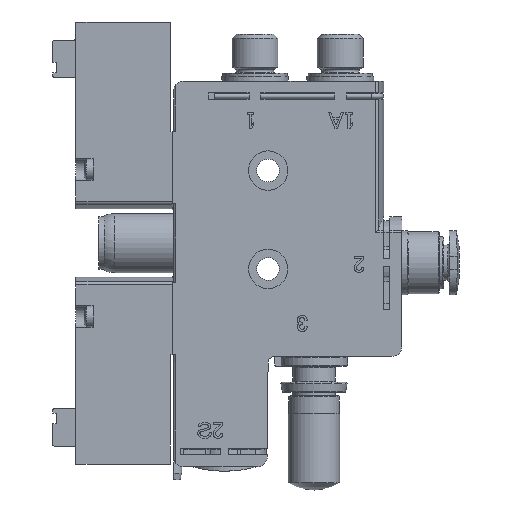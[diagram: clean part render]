
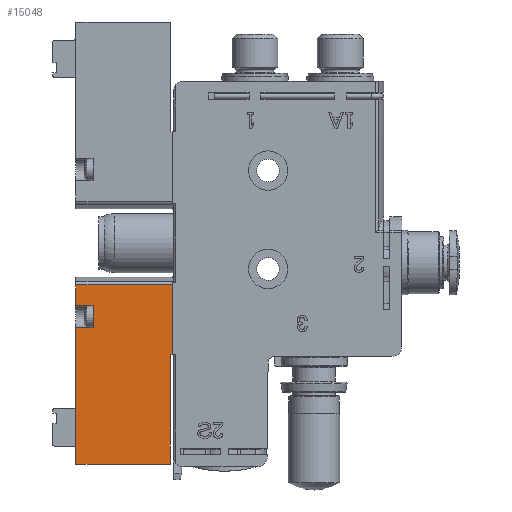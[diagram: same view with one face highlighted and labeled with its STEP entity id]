
A CAD part, left-side view. The second image highlights one B-rep face of the part: STEP entity #15048.
In plain terms, the highlighted face is planar.
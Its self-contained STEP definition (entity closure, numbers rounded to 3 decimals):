
#3093=ORIENTED_EDGE('',*,*,#4989,.F.);
#3094=ORIENTED_EDGE('',*,*,#4990,.T.);
#3095=ORIENTED_EDGE('',*,*,#4991,.F.);
#3096=ORIENTED_EDGE('',*,*,#4992,.F.);
#3097=ORIENTED_EDGE('',*,*,#4993,.F.);
#3098=ORIENTED_EDGE('',*,*,#4994,.F.);
#3099=ORIENTED_EDGE('',*,*,#4995,.F.);
#3100=ORIENTED_EDGE('',*,*,#4996,.F.);
#3101=ORIENTED_EDGE('',*,*,#4997,.T.);
#3102=ORIENTED_EDGE('',*,*,#4998,.F.);
#4989=EDGE_CURVE('',#6168,#6169,#7177,.T.);
#4990=EDGE_CURVE('',#6168,#6170,#7178,.T.);
#4991=EDGE_CURVE('',#6171,#6170,#7179,.T.);
#4992=EDGE_CURVE('',#6172,#6171,#7180,.T.);
#4993=EDGE_CURVE('',#6173,#6172,#7181,.T.);
#4994=EDGE_CURVE('',#6174,#6173,#7182,.T.);
#4995=EDGE_CURVE('',#6175,#6174,#7183,.T.);
#4996=EDGE_CURVE('',#6176,#6175,#7184,.T.);
#4997=EDGE_CURVE('',#6176,#6177,#7185,.T.);
#4998=EDGE_CURVE('',#6169,#6177,#7186,.T.);
#6168=VERTEX_POINT('',#22195);
#6169=VERTEX_POINT('',#22196);
#6170=VERTEX_POINT('',#22198);
#6171=VERTEX_POINT('',#22200);
#6172=VERTEX_POINT('',#22202);
#6173=VERTEX_POINT('',#22204);
#6174=VERTEX_POINT('',#22206);
#6175=VERTEX_POINT('',#22208);
#6176=VERTEX_POINT('',#22210);
#6177=VERTEX_POINT('',#22212);
#7177=LINE('',#22194,#8137);
#7178=LINE('',#22197,#8138);
#7179=LINE('',#22199,#8139);
#7180=LINE('',#22201,#8140);
#7181=LINE('',#22203,#8141);
#7182=LINE('',#22205,#8142);
#7183=LINE('',#22207,#8143);
#7184=LINE('',#22209,#8144);
#7185=LINE('',#22211,#8145);
#7186=LINE('',#22213,#8146);
#8137=VECTOR('',#18807,1000.);
#8138=VECTOR('',#18808,1000.);
#8139=VECTOR('',#18809,1000.);
#8140=VECTOR('',#18810,1000.);
#8141=VECTOR('',#18811,1000.);
#8142=VECTOR('',#18812,1000.);
#8143=VECTOR('',#18813,1000.);
#8144=VECTOR('',#18814,1000.);
#8145=VECTOR('',#18815,1000.);
#8146=VECTOR('',#18816,1000.);
#9036=EDGE_LOOP('',(#3093,#3094,#3095,#3096,#3097,#3098,#3099,#3100,#3101,
#3102));
#9965=FACE_BOUND('',#9036,.T.);
#10498=PLANE('',#16087);
#15048=ADVANCED_FACE('',(#9965),#10498,.F.);
#16087=AXIS2_PLACEMENT_3D('',#22193,#18805,#18806);
#18805=DIRECTION('',(0.,0.,-1.));
#18806=DIRECTION('',(-1.,0.,0.));
#18807=DIRECTION('',(0.,1.,0.));
#18808=DIRECTION('',(1.,0.,0.));
#18809=DIRECTION('',(0.,-1.,0.));
#18810=DIRECTION('',(1.,0.,0.));
#18811=DIRECTION('',(0.,1.,0.));
#18812=DIRECTION('',(1.,0.,0.));
#18813=DIRECTION('',(0.,-1.,0.));
#18814=DIRECTION('',(1.,0.,0.));
#18815=DIRECTION('',(0.,-1.,0.));
#18816=DIRECTION('',(-1.,0.,0.));
#22193=CARTESIAN_POINT('',(0.,14.7,4.9));
#22194=CARTESIAN_POINT('',(16.7,14.7,4.9));
#22195=CARTESIAN_POINT('',(16.7,0.,4.9));
#22196=CARTESIAN_POINT('',(16.7,0.3,4.9));
#22197=CARTESIAN_POINT('',(0.,0.,4.9));
#22198=CARTESIAN_POINT('',(27.316,0.,4.9));
#22199=CARTESIAN_POINT('',(27.316,14.7,4.9));
#22200=CARTESIAN_POINT('',(27.316,14.7,4.9));
#22201=CARTESIAN_POINT('',(0.,14.7,4.9));
#22202=CARTESIAN_POINT('',(24.15,14.7,4.9));
#22203=CARTESIAN_POINT('',(24.15,14.7,4.9));
#22204=CARTESIAN_POINT('',(24.15,12.1,4.9));
#22205=CARTESIAN_POINT('',(0.,12.1,4.9));
#22206=CARTESIAN_POINT('',(20.85,12.1,4.9));
#22207=CARTESIAN_POINT('',(20.85,14.7,4.9));
#22208=CARTESIAN_POINT('',(20.85,14.7,4.9));
#22209=CARTESIAN_POINT('',(0.,14.7,4.9));
#22210=CARTESIAN_POINT('',(0.,14.7,4.9));
#22211=CARTESIAN_POINT('',(0.,14.7,4.9));
#22212=CARTESIAN_POINT('',(0.,0.3,4.9));
#22213=CARTESIAN_POINT('',(0.,0.3,4.9));
